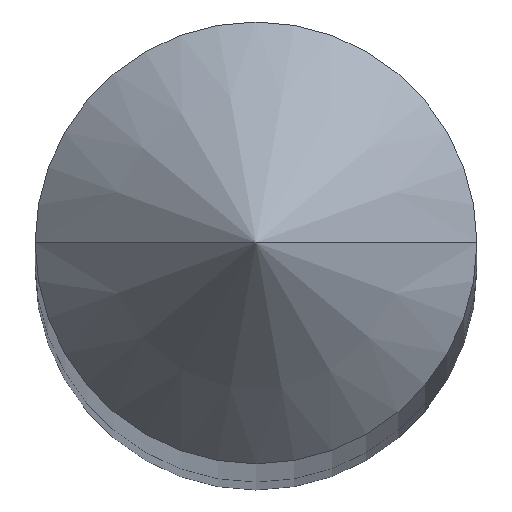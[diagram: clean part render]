
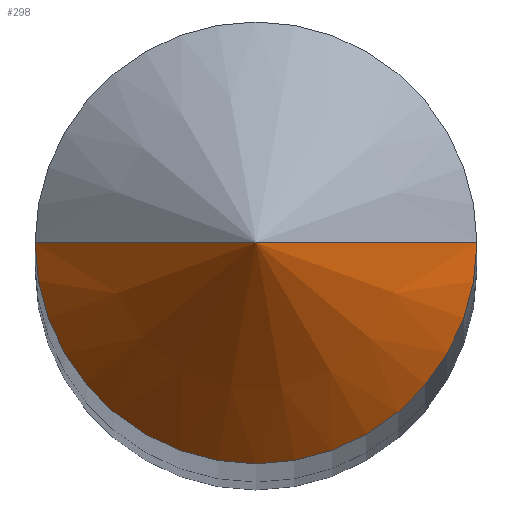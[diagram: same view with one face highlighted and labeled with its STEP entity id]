
A CAD part, top view. The second image highlights one B-rep face of the part: STEP entity #298.
In plain terms, the highlighted conical face has half-angle 45 degrees and reference radius 0.546 mm.
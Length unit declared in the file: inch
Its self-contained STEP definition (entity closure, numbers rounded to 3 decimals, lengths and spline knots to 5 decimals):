
#11 = CARTESIAN_POINT ( 'NONE',  ( 0.0215, 0., -0.03125 ) ) ;
#28 = EDGE_CURVE ( 'NONE', #67, #314, #318, .T. ) ;
#37 = EDGE_LOOP ( 'NONE', ( #157, #344, #346 ) ) ;
#38 = LINE ( 'NONE', #155, #72 ) ;
#64 = VERTEX_POINT ( 'NONE', #286 ) ;
#67 = VERTEX_POINT ( 'NONE', #132 ) ;
#68 = DIRECTION ( 'NONE',  ( -0.707, 0., -0.707 ) ) ;
#72 = VECTOR ( 'NONE', #68, 39.37008 ) ;
#86 = DIRECTION ( 'NONE',  ( 0.707, 0., -0.707 ) ) ;
#116 = CARTESIAN_POINT ( 'NONE',  ( 0., 0., -0.03125 ) ) ;
#117 = EDGE_CURVE ( 'NONE', #64, #314, #319, .T. ) ;
#132 = CARTESIAN_POINT ( 'NONE',  ( -0.0215, 0., -0.03125 ) ) ;
#144 = FACE_OUTER_BOUND ( 'NONE', #37, .T. ) ;
#149 = VECTOR ( 'NONE', #86, 39.37008 ) ;
#150 = AXIS2_PLACEMENT_3D ( 'NONE', #116, #362, #223 ) ;
#155 = CARTESIAN_POINT ( 'NONE',  ( -0.0215, 0., -0.03125 ) ) ;
#157 = ORIENTED_EDGE ( 'NONE', *, *, #117, .F. ) ;
#163 = CARTESIAN_POINT ( 'NONE',  ( 0.0215, 0., -0.03125 ) ) ;
#166 = DIRECTION ( 'NONE',  ( 1., 0., 0. ) ) ;
#202 = CONICAL_SURFACE ( 'NONE', #150, 0.0215, 0.785 ) ;
#212 = CARTESIAN_POINT ( 'NONE',  ( 0., 0., -0.03125 ) ) ;
#223 = DIRECTION ( 'NONE',  ( -1., 0., 0. ) ) ;
#278 = AXIS2_PLACEMENT_3D ( 'NONE', #212, #320, #166 ) ;
#286 = CARTESIAN_POINT ( 'NONE',  ( 0., 0., -0.00975 ) ) ;
#298 = ADVANCED_FACE ( 'NONE', ( #144 ), #202, .T. ) ;
#314 = VERTEX_POINT ( 'NONE', #11 ) ;
#318 = CIRCLE ( 'NONE', #278, 0.0215 ) ;
#319 = LINE ( 'NONE', #163, #149 ) ;
#320 = DIRECTION ( 'NONE',  ( 0., 0., 1. ) ) ;
#321 = EDGE_CURVE ( 'NONE', #64, #67, #38, .T. ) ;
#344 = ORIENTED_EDGE ( 'NONE', *, *, #321, .T. ) ;
#346 = ORIENTED_EDGE ( 'NONE', *, *, #28, .T. ) ;
#362 = DIRECTION ( 'NONE',  ( 0., 0., -1. ) ) ;
